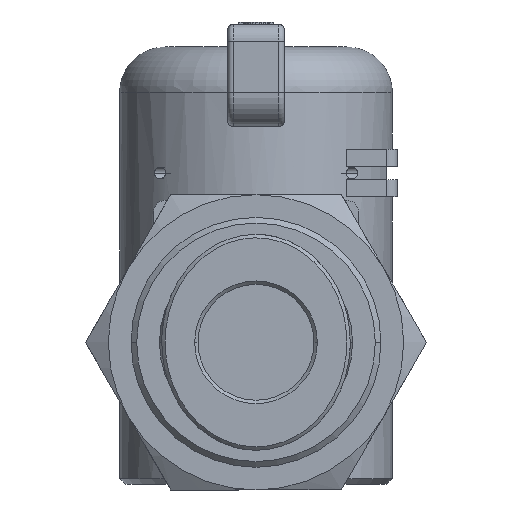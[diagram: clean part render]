
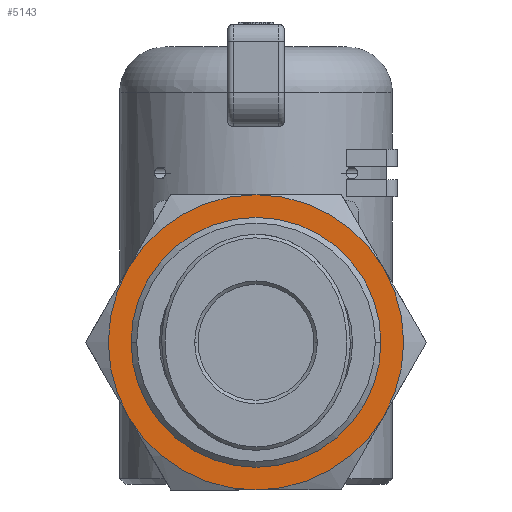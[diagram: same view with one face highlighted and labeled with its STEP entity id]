
A CAD part, front view. The second image highlights one B-rep face of the part: STEP entity #5143.
In plain terms, the highlighted planar face has unit normal (0, -1, 0).
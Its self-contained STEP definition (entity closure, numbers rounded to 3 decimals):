
#2337=CARTESIAN_POINT('',(11.0,-38.4,-7.6));
#2338=VERTEX_POINT('',#2337);
#2347=CARTESIAN_POINT('',(-11.0,-38.4,-7.6));
#2348=VERTEX_POINT('',#2347);
#2349=CARTESIAN_POINT('',(0.0,-38.4,-7.6));
#2350=DIRECTION('',(0.0,-1.0,0.0));
#2351=DIRECTION('',(1.0,0.0,0.0));
#2352=AXIS2_PLACEMENT_3D('',#2349,#2350,#2351);
#2353=CIRCLE('',#2352,11.0);
#2354=EDGE_CURVE('',#2338,#2348,#2353,.T.);
#4305=CARTESIAN_POINT('',(11.258,-38.4,-14.1));
#4306=VERTEX_POINT('',#4305);
#4320=CARTESIAN_POINT('',(11.258,-38.4,-1.1));
#4321=VERTEX_POINT('',#4320);
#4335=CARTESIAN_POINT('',(0.0,-38.4,-7.6));
#4336=DIRECTION('',(0.0,-1.0,0.0));
#4337=DIRECTION('',(-1.0,0.0,0.0));
#4338=AXIS2_PLACEMENT_3D('',#4335,#4336,#4337);
#4339=CIRCLE('',#4338,13.);
#4340=EDGE_CURVE('',#4306,#4321,#4339,.T.);
#4352=CARTESIAN_POINT('',(0.0,-38.4,-20.6));
#4353=VERTEX_POINT('',#4352);
#4380=CARTESIAN_POINT('',(0.0,-38.4,-7.6));
#4381=DIRECTION('',(0.0,-1.0,0.0));
#4382=DIRECTION('',(-1.0,0.0,0.0));
#4383=AXIS2_PLACEMENT_3D('',#4380,#4381,#4382);
#4384=CIRCLE('',#4383,13.);
#4385=EDGE_CURVE('',#4353,#4306,#4384,.T.);
#4397=CARTESIAN_POINT('',(-11.258,-38.4,-14.1));
#4398=VERTEX_POINT('',#4397);
#4425=CARTESIAN_POINT('',(0.0,-38.4,-7.6));
#4426=DIRECTION('',(0.0,-1.0,0.0));
#4427=DIRECTION('',(-1.0,0.0,0.0));
#4428=AXIS2_PLACEMENT_3D('',#4425,#4426,#4427);
#4429=CIRCLE('',#4428,13.);
#4430=EDGE_CURVE('',#4398,#4353,#4429,.T.);
#4455=CARTESIAN_POINT('',(-11.258,-38.4,-1.1));
#4456=VERTEX_POINT('',#4455);
#4457=CARTESIAN_POINT('',(0.0,-38.4,-7.6));
#4458=DIRECTION('',(0.0,-1.0,0.0));
#4459=DIRECTION('',(-1.0,0.0,0.0));
#4460=AXIS2_PLACEMENT_3D('',#4457,#4458,#4459);
#4461=CIRCLE('',#4460,13.);
#4462=EDGE_CURVE('',#4456,#4398,#4461,.T.);
#4500=CARTESIAN_POINT('',(0.,-38.4,5.4));
#4501=VERTEX_POINT('',#4500);
#4502=CARTESIAN_POINT('',(0.0,-38.4,-7.6));
#4503=DIRECTION('',(0.0,-1.0,0.0));
#4504=DIRECTION('',(-1.0,0.0,0.0));
#4505=AXIS2_PLACEMENT_3D('',#4502,#4503,#4504);
#4506=CIRCLE('',#4505,13.);
#4507=EDGE_CURVE('',#4501,#4456,#4506,.T.);
#4545=CARTESIAN_POINT('',(0.0,-38.4,-7.6));
#4546=DIRECTION('',(0.0,-1.0,0.0));
#4547=DIRECTION('',(-1.0,0.0,0.0));
#4548=AXIS2_PLACEMENT_3D('',#4545,#4546,#4547);
#4549=CIRCLE('',#4548,13.);
#4550=EDGE_CURVE('',#4321,#4501,#4549,.T.);
#5070=CARTESIAN_POINT('',(0.0,-38.4,-7.6));
#5071=DIRECTION('',(0.0,-1.0,0.0));
#5072=DIRECTION('',(1.0,0.0,0.0));
#5073=AXIS2_PLACEMENT_3D('',#5070,#5071,#5072);
#5074=CIRCLE('',#5073,11.0);
#5075=EDGE_CURVE('',#2348,#2338,#5074,.T.);
#5126=CARTESIAN_POINT('',(0.0,-38.4,-7.6));
#5127=DIRECTION('',(0.0,1.0,0.0));
#5128=DIRECTION('',(1.0,0.0,0.0));
#5129=AXIS2_PLACEMENT_3D('',#5126,#5127,#5128);
#5130=PLANE('',#5129);
#5131=ORIENTED_EDGE('',*,*,#4550,.T.);
#5132=ORIENTED_EDGE('',*,*,#4507,.T.);
#5133=ORIENTED_EDGE('',*,*,#4462,.T.);
#5134=ORIENTED_EDGE('',*,*,#4430,.T.);
#5135=ORIENTED_EDGE('',*,*,#4385,.T.);
#5136=ORIENTED_EDGE('',*,*,#4340,.T.);
#5137=EDGE_LOOP('',(#5131,#5132,#5133,#5134,#5135,#5136));
#5138=FACE_OUTER_BOUND('',#5137,.T.);
#5139=ORIENTED_EDGE('',*,*,#2354,.F.);
#5140=ORIENTED_EDGE('',*,*,#5075,.F.);
#5141=EDGE_LOOP('',(#5139,#5140));
#5142=FACE_BOUND('',#5141,.T.);
#5143=ADVANCED_FACE('',(#5138,#5142),#5130,.F.);
